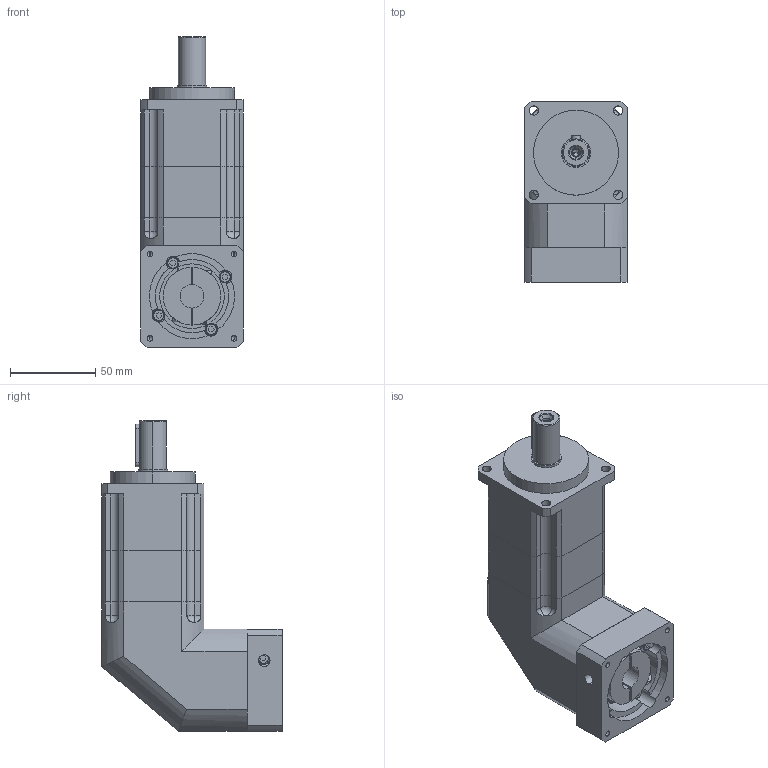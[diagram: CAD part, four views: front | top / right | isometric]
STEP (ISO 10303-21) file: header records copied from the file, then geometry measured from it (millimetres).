
FILE_DESCRIPTION (( 'STEP AP203' ), '1' );
FILE_NAME ('GPBR060-L2-(14-50-70-M4).STEP', '2022-05-25T07:09:05', ( '微软用户' ), ( '微软中国' ), 'SwSTEP 2.0', 'SolidWorks 2018', '' );
FILE_SCHEMA (( 'CONFIG_CONTROL_DESIGN' ));
Length unit declared in the file: millimetre
Products named in the file (1): GPBR060-L2-(14-50-70-M4)
Bounding box: 60 x 106 x 182.5 mm (x, y, z)
Volume: 579322.9 mm3; surface area: 83069 mm2
Topology: 8 solids, 8 shells, 322 faces, 822 edges, 527 vertices
Faces by surface type: plane 147, cylinder 143, torus 18, cone 14
Entity records: 10275 total; most frequent: CARTESIAN_POINT 2184, DIRECTION 1752, ORIENTED_EDGE 1624, EDGE_CURVE 812, AXIS2_PLACEMENT_3D 647, VERTEX_POINT 527, VECTOR 458, LINE 458
